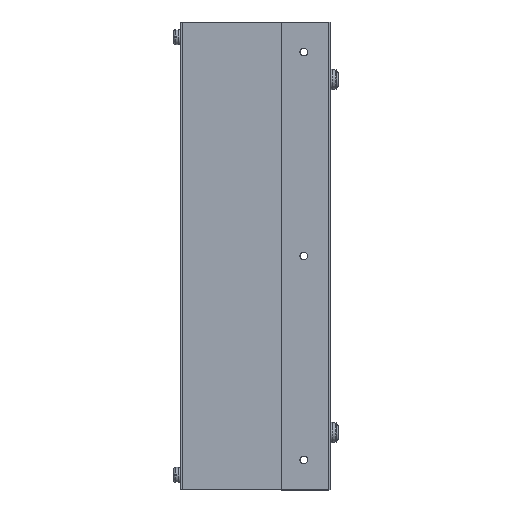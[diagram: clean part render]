
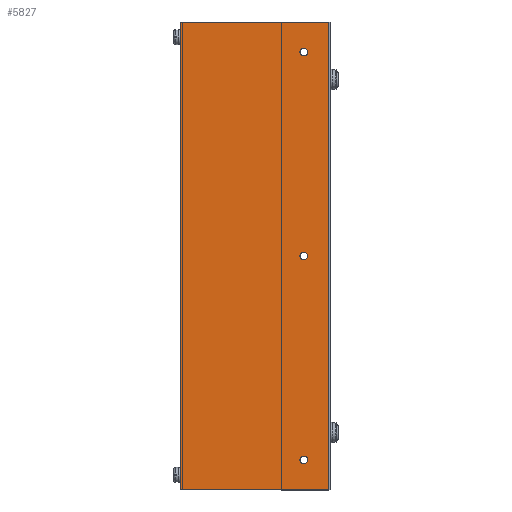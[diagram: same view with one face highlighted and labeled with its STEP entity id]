
A CAD part, left-side view. The second image highlights one B-rep face of the part: STEP entity #5827.
In plain terms, the highlighted planar face has unit normal (-1, 0, 0).
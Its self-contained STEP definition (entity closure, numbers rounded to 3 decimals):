
#296=FACE_BOUND('',#970,.T.);
#297=FACE_BOUND('',#971,.T.);
#298=FACE_BOUND('',#972,.T.);
#393=PLANE('',#6520);
#625=FACE_OUTER_BOUND('',#969,.T.);
#969=EDGE_LOOP('',(#4311,#4312,#4313,#4314));
#970=EDGE_LOOP('',(#4315));
#971=EDGE_LOOP('',(#4316));
#972=EDGE_LOOP('',(#4317));
#1378=LINE('',#9015,#1964);
#1388=LINE('',#9034,#1974);
#1394=LINE('',#9045,#1980);
#1399=LINE('',#9054,#1985);
#1964=VECTOR('',#7256,10.);
#1974=VECTOR('',#7272,10.);
#1980=VECTOR('',#7280,10.);
#1985=VECTOR('',#7293,10.);
#2488=CIRCLE('',#6424,2.5);
#2492=CIRCLE('',#6430,2.5);
#2496=CIRCLE('',#6436,2.5);
#2708=VERTEX_POINT('',#8784);
#2712=VERTEX_POINT('',#8796);
#2716=VERTEX_POINT('',#8808);
#2787=VERTEX_POINT('',#9012);
#2788=VERTEX_POINT('',#9014);
#2793=VERTEX_POINT('',#9031);
#2794=VERTEX_POINT('',#9033);
#3246=EDGE_CURVE('',#2708,#2708,#2488,.T.);
#3252=EDGE_CURVE('',#2712,#2712,#2492,.T.);
#3258=EDGE_CURVE('',#2716,#2716,#2496,.T.);
#3359=EDGE_CURVE('',#2788,#2787,#1378,.T.);
#3369=EDGE_CURVE('',#2793,#2794,#1388,.T.);
#3375=EDGE_CURVE('',#2787,#2794,#1394,.T.);
#3380=EDGE_CURVE('',#2788,#2793,#1399,.T.);
#4311=ORIENTED_EDGE('',*,*,#3375,.T.);
#4312=ORIENTED_EDGE('',*,*,#3369,.F.);
#4313=ORIENTED_EDGE('',*,*,#3380,.F.);
#4314=ORIENTED_EDGE('',*,*,#3359,.T.);
#4315=ORIENTED_EDGE('',*,*,#3246,.T.);
#4316=ORIENTED_EDGE('',*,*,#3252,.T.);
#4317=ORIENTED_EDGE('',*,*,#3258,.T.);
#5827=ADVANCED_FACE('',(#625,#296,#297,#298),#393,.T.);
#6424=AXIS2_PLACEMENT_3D('',#8786,#7020,#7021);
#6430=AXIS2_PLACEMENT_3D('',#8798,#7034,#7035);
#6436=AXIS2_PLACEMENT_3D('',#8810,#7048,#7049);
#6520=AXIS2_PLACEMENT_3D('',#9057,#7297,#7298);
#7020=DIRECTION('center_axis',(1.,0.,0.));
#7021=DIRECTION('ref_axis',(0.,0.,
-1.));
#7034=DIRECTION('center_axis',(1.,0.,0.));
#7035=DIRECTION('ref_axis',(0.,0.,
-1.));
#7048=DIRECTION('center_axis',(1.,0.,0.));
#7049=DIRECTION('ref_axis',(0.,0.,
-1.));
#7256=DIRECTION('',(0.,-1.,0.));
#7272=DIRECTION('',(0.,-1.,0.));
#7280=DIRECTION('',(0.,0.,1.));
#7293=DIRECTION('',(0.,0.,1.));
#7297=DIRECTION('center_axis',(-1.,0.,0.));
#7298=DIRECTION('ref_axis',(0.,0.,1.));
#8784=CARTESIAN_POINT('',(-221.5,-80.75,2.5));
#8786=CARTESIAN_POINT('Origin',(-221.5,-80.75,0.));
#8796=CARTESIAN_POINT('',(-221.5,-80.75,-133.075));
#8798=CARTESIAN_POINT('Origin',(-221.5,-80.75,-135.575));
#8808=CARTESIAN_POINT('',(-221.5,-80.75,138.075));
#8810=CARTESIAN_POINT('Origin',(-221.5,-80.75,135.575));
#9012=CARTESIAN_POINT('',(-221.5,-97.5,-155.575));
#9014=CARTESIAN_POINT('',(-221.5,1.25,-155.575));
#9015=CARTESIAN_POINT('',(-221.5,-98.75,-155.575));
#9031=CARTESIAN_POINT('',(-221.5,1.25,155.575));
#9033=CARTESIAN_POINT('',(-221.5,-97.5,155.575));
#9034=CARTESIAN_POINT('',(-221.5,0.312,155.575));
#9045=CARTESIAN_POINT('',(-221.5,-97.5,0.));
#9054=CARTESIAN_POINT('',(-221.5,1.25,0.));
#9057=CARTESIAN_POINT('Origin',(-221.5,0.625,0.));
